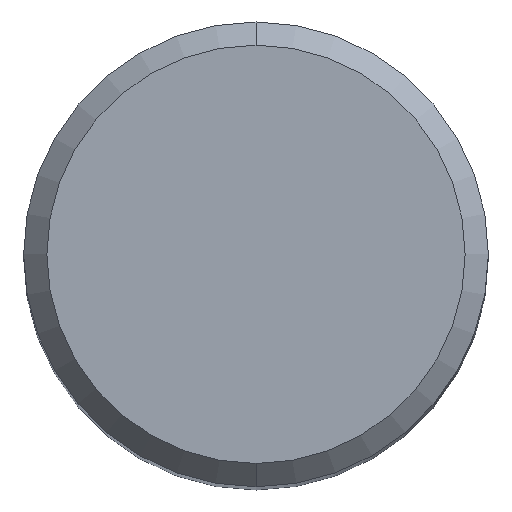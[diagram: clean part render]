
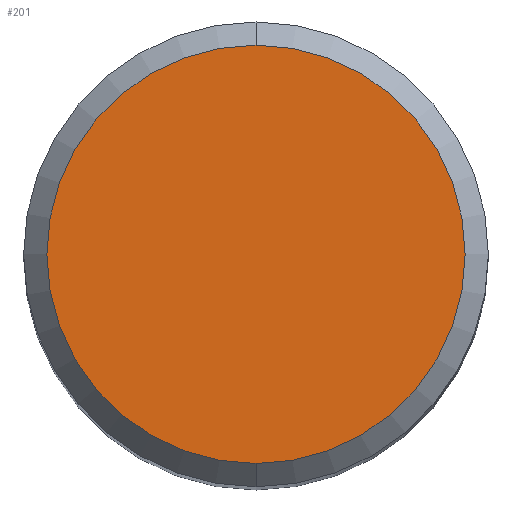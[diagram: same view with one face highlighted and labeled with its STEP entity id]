
A CAD part, top view. The second image highlights one B-rep face of the part: STEP entity #201.
In plain terms, the highlighted planar face has unit normal (0, 0, 1).
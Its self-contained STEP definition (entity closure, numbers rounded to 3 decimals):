
#195=VERTEX_POINT('',#489);
#201=ADVANCED_FACE('',(#495),#496,.T.);
#317=EDGE_CURVE('',#359,#195,#624,.T.);
#331=EDGE_CURVE('',#195,#359,#639,.T.);
#359=VERTEX_POINT('',#668);
#489=CARTESIAN_POINT('',(0.,-4.5,0.));
#495=FACE_OUTER_BOUND('',#824,.T.);
#496=PLANE('',#825);
#624=CIRCLE('',#1070,4.5);
#639=CIRCLE('',#1115,4.5);
#668=CARTESIAN_POINT('',(0.0,4.5,0.));
#824=EDGE_LOOP('',(#1446,#1447));
#825=AXIS2_PLACEMENT_3D('',#1448,#1449,#1450);
#1070=AXIS2_PLACEMENT_3D('',#1593,#1594,#1595);
#1115=AXIS2_PLACEMENT_3D('',#1607,#1608,#1609);
#1446=ORIENTED_EDGE('',*,*,#317,.F.);
#1447=ORIENTED_EDGE('',*,*,#331,.F.);
#1448=CARTESIAN_POINT('',(0.0,2.25,0.));
#1449=DIRECTION('',(-0.0,0.0,1.0));
#1450=DIRECTION('',(0.0,-1.0,0.0));
#1593=CARTESIAN_POINT('',(0.0,0.0,0.));
#1594=DIRECTION('',(0.0,0.0,-1.0));
#1595=DIRECTION('',(0.0,1.0,0.0));
#1607=CARTESIAN_POINT('',(0.0,0.0,0.));
#1608=DIRECTION('',(0.0,0.0,-1.0));
#1609=DIRECTION('',(0.0,1.0,0.0));
